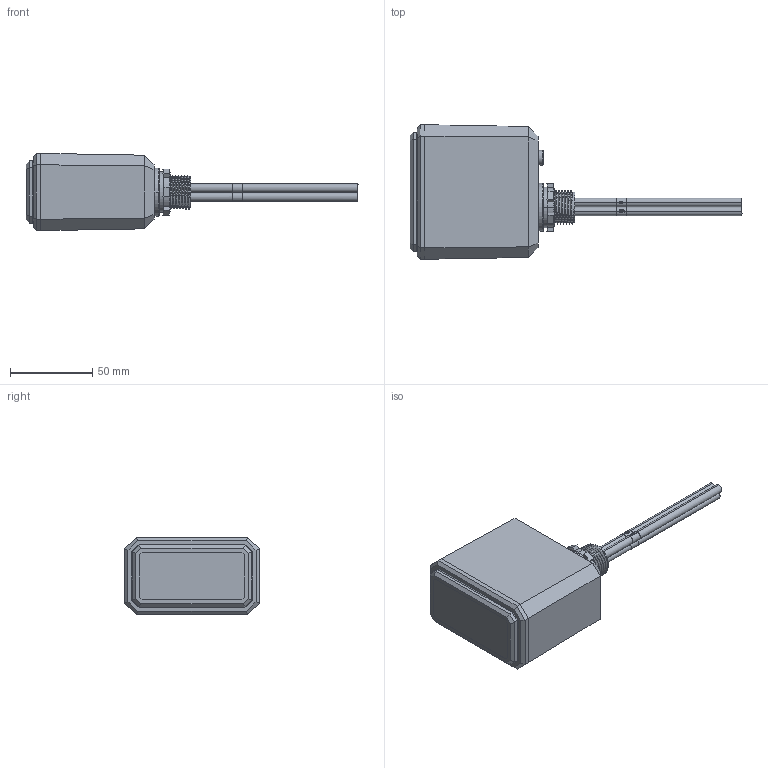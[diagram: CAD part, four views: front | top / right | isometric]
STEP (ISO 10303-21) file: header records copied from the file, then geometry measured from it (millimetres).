
FILE_DESCRIPTION (( 'STEP AP214' ), '1' );
FILE_NAME ('STXH.STEP', '2016-03-16T14:27:10', ( '' ), ( '' ), 'SwSTEP 2.0', 'SolidWorks 2016', '' );
FILE_SCHEMA (( 'AUTOMOTIVE_DESIGN' ));
Length unit declared in the file: inch
Products named in the file (1): STXH
Bounding box: 201.98 x 81.79 x 47.02 mm (x, y, z)
Volume: 88005.9 mm3; surface area: 63419.5 mm2
Topology: 10 solids, 10 shells, 578 faces, 1506 edges, 963 vertices
Faces by surface type: plane 355, cylinder 130, bspline 52, torus 24, cone 17
Entity records: 32051 total; most frequent: CARTESIAN_POINT 10826, ORIENTED_EDGE 3012, DIRECTION 2550, EDGE_CURVE 1506, VERTEX_POINT 963, LINE 954, VECTOR 954, AXIS2_PLACEMENT_3D 798
